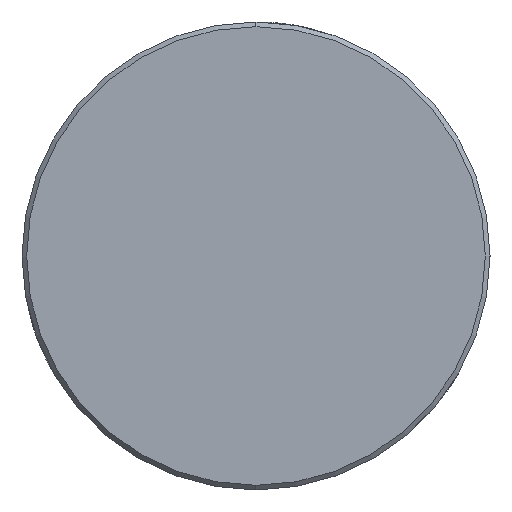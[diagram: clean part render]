
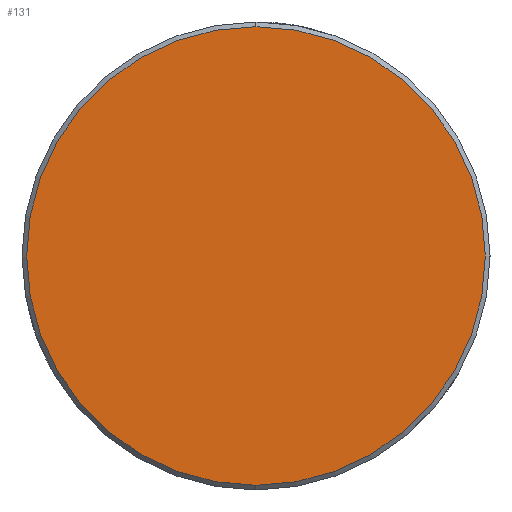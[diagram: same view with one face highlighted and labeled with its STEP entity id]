
A CAD part, left-side view. The second image highlights one B-rep face of the part: STEP entity #131.
In plain terms, the highlighted planar face has unit normal (-1, 0, 0).
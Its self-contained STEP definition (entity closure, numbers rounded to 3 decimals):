
#54 = EDGE_LOOP ( 'NONE', ( #271, #424 ) ) ;
#72 = CARTESIAN_POINT ( 'NONE',  ( -156.3, 0., 0. ) ) ;
#91 = PLANE ( 'NONE',  #770 ) ;
#94 = AXIS2_PLACEMENT_3D ( 'NONE', #1041, #259, #801 ) ;
#131 = ADVANCED_FACE ( 'NONE', ( #837 ), #91, .F. ) ;
#148 = DIRECTION ( 'NONE',  ( 0., 0., -1. ) ) ;
#259 = DIRECTION ( 'NONE',  ( -1., 0., 0. ) ) ;
#271 = ORIENTED_EDGE ( 'NONE', *, *, #953, .T. ) ;
#424 = ORIENTED_EDGE ( 'NONE', *, *, #436, .T. ) ;
#436 = EDGE_CURVE ( 'NONE', #864, #720, #889, .T. ) ;
#535 = CARTESIAN_POINT ( 'NONE',  ( -156.3, 0., 14.7 ) ) ;
#574 = DIRECTION ( 'NONE',  ( 1., 0., 0. ) ) ;
#601 = CARTESIAN_POINT ( 'NONE',  ( -156.3, 0., -14.7 ) ) ;
#629 = DIRECTION ( 'NONE',  ( -1., 0., 0. ) ) ;
#720 = VERTEX_POINT ( 'NONE', #601 ) ;
#738 = DIRECTION ( 'NONE',  ( 0., 0., -1. ) ) ;
#770 = AXIS2_PLACEMENT_3D ( 'NONE', #980, #574, #738 ) ;
#801 = DIRECTION ( 'NONE',  ( 0., 0., -1. ) ) ;
#837 = FACE_OUTER_BOUND ( 'NONE', #54, .T. ) ;
#864 = VERTEX_POINT ( 'NONE', #535 ) ;
#889 = CIRCLE ( 'NONE', #896, 14.7 ) ;
#896 = AXIS2_PLACEMENT_3D ( 'NONE', #72, #629, #148 ) ;
#927 = CIRCLE ( 'NONE', #94, 14.7 ) ;
#953 = EDGE_CURVE ( 'NONE', #720, #864, #927, .T. ) ;
#980 = CARTESIAN_POINT ( 'NONE',  ( -156.3, -14.876, 14.876 ) ) ;
#1041 = CARTESIAN_POINT ( 'NONE',  ( -156.3, 0., 0. ) ) ;
